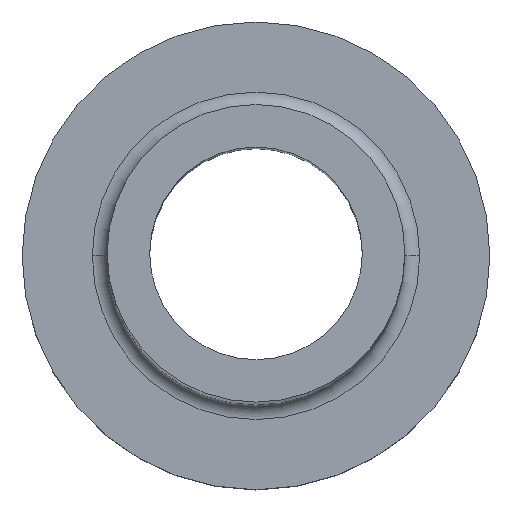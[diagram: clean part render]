
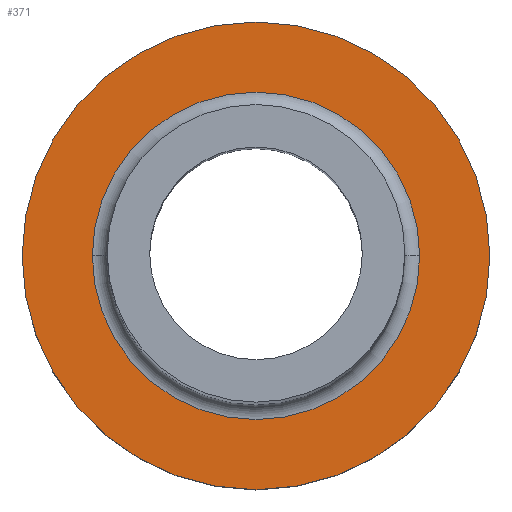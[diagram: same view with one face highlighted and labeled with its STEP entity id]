
A CAD part, top view. The second image highlights one B-rep face of the part: STEP entity #371.
In plain terms, the highlighted planar face has unit normal (0, 0, 1).
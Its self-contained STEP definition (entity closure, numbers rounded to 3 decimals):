
#2 = CARTESIAN_POINT ( 'NONE',  ( 7.7, 0., 7. ) ) ;
#23 = EDGE_CURVE ( 'NONE', #390, #170, #29, .T. ) ;
#29 = CIRCLE ( 'NONE', #290, 11. ) ;
#31 = CARTESIAN_POINT ( 'NONE',  ( 0., 0., 7. ) ) ;
#33 = EDGE_CURVE ( 'NONE', #410, #381, #266, .T. ) ;
#35 = CARTESIAN_POINT ( 'NONE',  ( 0., 0., 7. ) ) ;
#38 = DIRECTION ( 'NONE',  ( 0., 0., -1. ) ) ;
#40 = PLANE ( 'NONE',  #444 ) ;
#88 = CARTESIAN_POINT ( 'NONE',  ( 0., 0., 7. ) ) ;
#107 = DIRECTION ( 'NONE',  ( 1., 0., 0. ) ) ;
#116 = CARTESIAN_POINT ( 'NONE',  ( 0., 0., 7. ) ) ;
#134 = DIRECTION ( 'NONE',  ( 1., 0., 0. ) ) ;
#162 = AXIS2_PLACEMENT_3D ( 'NONE', #31, #387, #107 ) ;
#164 = ORIENTED_EDGE ( 'NONE', *, *, #264, .T. ) ;
#168 = DIRECTION ( 'NONE',  ( 1., 0., 0. ) ) ;
#170 = VERTEX_POINT ( 'NONE', #403 ) ;
#198 = EDGE_LOOP ( 'NONE', ( #379, #206 ) ) ;
#204 = ORIENTED_EDGE ( 'NONE', *, *, #23, .T. ) ;
#206 = ORIENTED_EDGE ( 'NONE', *, *, #33, .T. ) ;
#219 = EDGE_CURVE ( 'NONE', #381, #410, #304, .T. ) ;
#232 = AXIS2_PLACEMENT_3D ( 'NONE', #35, #236, #134 ) ;
#236 = DIRECTION ( 'NONE',  ( 0., 0., 1. ) ) ;
#264 = EDGE_CURVE ( 'NONE', #170, #390, #267, .T. ) ;
#266 = CIRCLE ( 'NONE', #162, 7.7 ) ;
#267 = CIRCLE ( 'NONE', #232, 11. ) ;
#271 = CARTESIAN_POINT ( 'NONE',  ( 0., 0., 7. ) ) ;
#272 = EDGE_LOOP ( 'NONE', ( #204, #164 ) ) ;
#286 = DIRECTION ( 'NONE',  ( 0., 0., 1. ) ) ;
#290 = AXIS2_PLACEMENT_3D ( 'NONE', #88, #357, #461 ) ;
#292 = FACE_OUTER_BOUND ( 'NONE', #272, .T. ) ;
#304 = CIRCLE ( 'NONE', #453, 7.7 ) ;
#324 = FACE_BOUND ( 'NONE', #198, .T. ) ;
#357 = DIRECTION ( 'NONE',  ( 0., 0., 1. ) ) ;
#371 = ADVANCED_FACE ( 'NONE', ( #324, #292 ), #40, .T. ) ;
#379 = ORIENTED_EDGE ( 'NONE', *, *, #219, .T. ) ;
#381 = VERTEX_POINT ( 'NONE', #2 ) ;
#387 = DIRECTION ( 'NONE',  ( 0., 0., -1. ) ) ;
#390 = VERTEX_POINT ( 'NONE', #434 ) ;
#403 = CARTESIAN_POINT ( 'NONE',  ( 11., 0., 7. ) ) ;
#410 = VERTEX_POINT ( 'NONE', #428 ) ;
#428 = CARTESIAN_POINT ( 'NONE',  ( -7.7, 0., 7. ) ) ;
#430 = DIRECTION ( 'NONE',  ( 1., 0., 0. ) ) ;
#434 = CARTESIAN_POINT ( 'NONE',  ( -11., 0., 7. ) ) ;
#444 = AXIS2_PLACEMENT_3D ( 'NONE', #116, #286, #430 ) ;
#453 = AXIS2_PLACEMENT_3D ( 'NONE', #271, #38, #168 ) ;
#461 = DIRECTION ( 'NONE',  ( 1., 0., 0. ) ) ;
